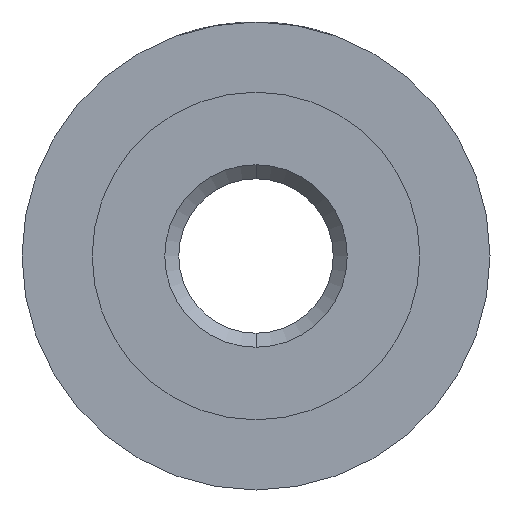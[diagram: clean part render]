
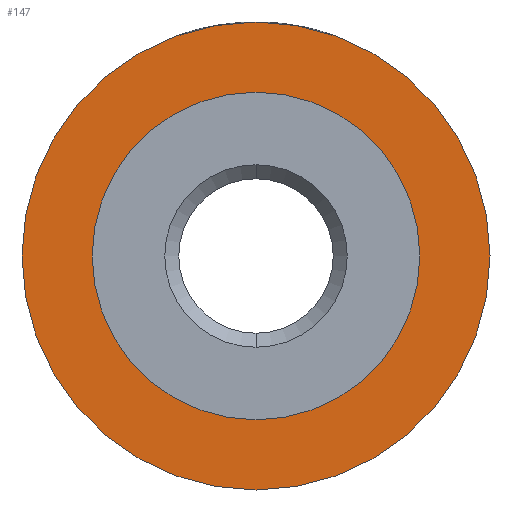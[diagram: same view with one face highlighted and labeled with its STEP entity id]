
A CAD part, front view. The second image highlights one B-rep face of the part: STEP entity #147.
In plain terms, the highlighted planar face has unit normal (0, -1, 0).
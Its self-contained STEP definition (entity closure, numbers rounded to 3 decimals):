
#11 = DIRECTION ( 'NONE',  ( 0., 1., 0. ) ) ;
#36 = DIRECTION ( 'NONE',  ( 0., 0., 1. ) ) ;
#49 = DIRECTION ( 'NONE',  ( 0., -1., 0. ) ) ;
#64 = VERTEX_POINT ( 'NONE', #653 ) ;
#92 = CARTESIAN_POINT ( 'NONE',  ( 0., 0., 0. ) ) ;
#118 = FACE_OUTER_BOUND ( 'NONE', #721, .T. ) ;
#133 = AXIS2_PLACEMENT_3D ( 'NONE', #92, #282, #407 ) ;
#147 = ADVANCED_FACE ( 'NONE', ( #1101, #118 ), #800, .F. ) ;
#173 = DIRECTION ( 'NONE',  ( 0., 1., 0. ) ) ;
#252 = CARTESIAN_POINT ( 'NONE',  ( 0., 0., 0. ) ) ;
#258 = EDGE_CURVE ( 'NONE', #1048, #384, #519, .T. ) ;
#282 = DIRECTION ( 'NONE',  ( 0., -1., 0. ) ) ;
#342 = EDGE_CURVE ( 'NONE', #64, #667, #489, .T. ) ;
#366 = CIRCLE ( 'NONE', #982, 5. ) ;
#368 = ORIENTED_EDGE ( 'NONE', *, *, #939, .F. ) ;
#380 = DIRECTION ( 'NONE',  ( 0., 0., -1. ) ) ;
#384 = VERTEX_POINT ( 'NONE', #516 ) ;
#407 = DIRECTION ( 'NONE',  ( 0., 0., -1. ) ) ;
#445 = AXIS2_PLACEMENT_3D ( 'NONE', #563, #11, #902 ) ;
#457 = CARTESIAN_POINT ( 'NONE',  ( 0., 0., -5. ) ) ;
#482 = AXIS2_PLACEMENT_3D ( 'NONE', #937, #49, #380 ) ;
#489 = CIRCLE ( 'NONE', #1143, 5. ) ;
#498 = ORIENTED_EDGE ( 'NONE', *, *, #258, .F. ) ;
#516 = CARTESIAN_POINT ( 'NONE',  ( 0., 0., -3.5 ) ) ;
#519 = CIRCLE ( 'NONE', #482, 3.5 ) ;
#563 = CARTESIAN_POINT ( 'NONE',  ( 0., 0., 0. ) ) ;
#635 = DIRECTION ( 'NONE',  ( 0., 0., 1. ) ) ;
#653 = CARTESIAN_POINT ( 'NONE',  ( 0., 0., 5. ) ) ;
#667 = VERTEX_POINT ( 'NONE', #457 ) ;
#700 = DIRECTION ( 'NONE',  ( 0., 1., 0. ) ) ;
#721 = EDGE_LOOP ( 'NONE', ( #368, #972 ) ) ;
#780 = EDGE_LOOP ( 'NONE', ( #498, #1118 ) ) ;
#800 = PLANE ( 'NONE',  #445 ) ;
#902 = DIRECTION ( 'NONE',  ( 0., 0., 1. ) ) ;
#937 = CARTESIAN_POINT ( 'NONE',  ( 0., 0., 0. ) ) ;
#939 = EDGE_CURVE ( 'NONE', #667, #64, #366, .T. ) ;
#972 = ORIENTED_EDGE ( 'NONE', *, *, #342, .F. ) ;
#982 = AXIS2_PLACEMENT_3D ( 'NONE', #252, #700, #36 ) ;
#1020 = CIRCLE ( 'NONE', #133, 3.5 ) ;
#1048 = VERTEX_POINT ( 'NONE', #1245 ) ;
#1101 = FACE_BOUND ( 'NONE', #780, .T. ) ;
#1118 = ORIENTED_EDGE ( 'NONE', *, *, #1398, .F. ) ;
#1143 = AXIS2_PLACEMENT_3D ( 'NONE', #1282, #173, #635 ) ;
#1245 = CARTESIAN_POINT ( 'NONE',  ( 0., 0., 3.5 ) ) ;
#1282 = CARTESIAN_POINT ( 'NONE',  ( 0., 0., 0. ) ) ;
#1398 = EDGE_CURVE ( 'NONE', #384, #1048, #1020, .T. ) ;
